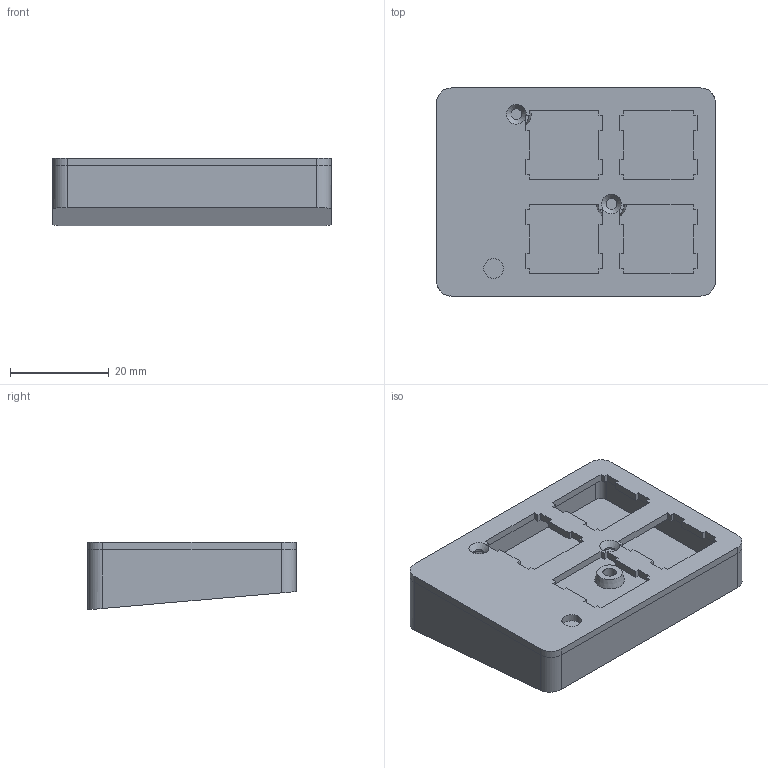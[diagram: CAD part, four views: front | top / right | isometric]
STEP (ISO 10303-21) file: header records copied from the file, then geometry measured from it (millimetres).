
FILE_DESCRIPTION(('FreeCAD Model'),'2;1');
FILE_NAME('Open CASCADE Shape Model','2024-10-15T12:09:21',(''),(''), 'Open CASCADE STEP processor 7.8','FreeCAD','Unknown');
FILE_SCHEMA(('AUTOMOTIVE_DESIGN { 1 0 10303 214 1 1 1 1 }'));
Length unit declared in the file: millimetre
Products named in the file (4): Migouner2; MountingPlate; MountingPlateBody; CaseBody
Assembly tree (3 placements, depth 3):
  Migouner2
    MountingPlate
      MountingPlateBody
    CaseBody
Bounding box: 56.41 x 42.1 x 13.68 mm (x, y, z)
Volume: 12178.2 mm3; surface area: 11839.9 mm2
Topology: 2 solids, 2 shells, 134 faces, 376 edges, 250 vertices
Faces by surface type: plane 107, cylinder 23, cone 4
Full cylindrical faces by diameter (mm): 2.2 x2, 2.7 x2, 4 x1
Entity records: 4393 total; most frequent: CARTESIAN_POINT 766, ORIENTED_EDGE 752, DIRECTION 705, EDGE_CURVE 376, LINE 319, VECTOR 319, VERTEX_POINT 250, AXIS2_PLACEMENT_3D 193
